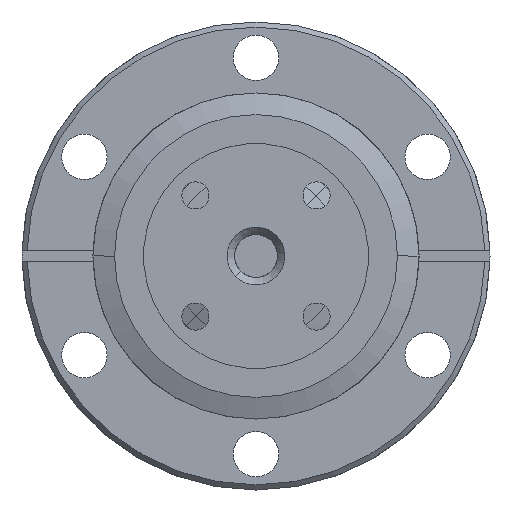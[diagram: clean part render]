
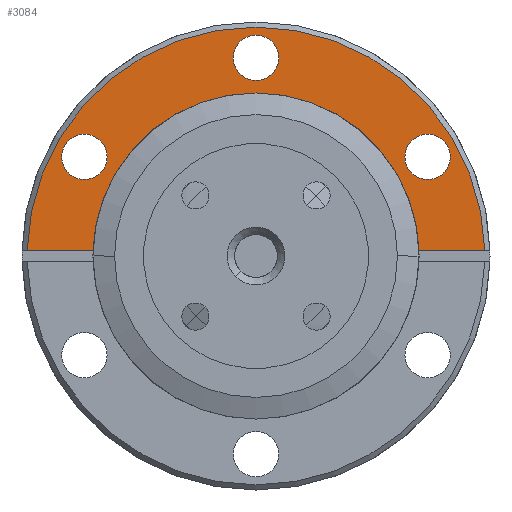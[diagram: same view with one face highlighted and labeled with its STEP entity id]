
A CAD part, left-side view. The second image highlights one B-rep face of the part: STEP entity #3084.
In plain terms, the highlighted planar face has unit normal (-1, 0, 0).
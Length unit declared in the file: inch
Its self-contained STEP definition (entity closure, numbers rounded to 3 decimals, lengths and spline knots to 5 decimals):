
#919 = CARTESIAN_POINT ( 'NONE',  ( 0.5, 0., 1.0235 ) ) ;
#941 = CARTESIAN_POINT ( 'NONE',  ( 0.5, -1.00113, 0.7105 ) ) ;
#967 = CARTESIAN_POINT ( 'NONE',  ( 0.5, -1.00113, 0.4455 ) ) ;
#1018 = CARTESIAN_POINT ( 'NONE',  ( 0.5, 1.00113, 0.4455 ) ) ;
#1029 = CARTESIAN_POINT ( 'NONE',  ( 0.5, 0., 1.2885 ) ) ;
#1102 = EDGE_LOOP ( 'NONE', ( #2977, #3003 ) ) ;
#1104 = EDGE_LOOP ( 'NONE', ( #2999, #2976, #2986, #7980 ) ) ;
#1110 = EDGE_LOOP ( 'NONE', ( #2972, #2998 ) ) ;
#1181 = EDGE_LOOP ( 'NONE', ( #7978, #7979 ) ) ;
#2048 = CIRCLE ( 'NONE', #2692, 0.1325 ) ;
#2054 = CIRCLE ( 'NONE', #2689, 0.1325 ) ;
#2104 = CIRCLE ( 'NONE', #2714, 0.1325 ) ;
#2114 = LINE ( 'NONE', #7523, #2118 ) ;
#2115 = CIRCLE ( 'NONE', #2721, 0.951 ) ;
#2116 = LINE ( 'NONE', #7531, #2117 ) ;
#2117 = VECTOR ( 'NONE', #7532, 39.37008 ) ;
#2118 = VECTOR ( 'NONE', #7534, 39.37008 ) ;
#2130 = CIRCLE ( 'NONE', #2725, 0.1325 ) ;
#2136 = CIRCLE ( 'NONE', #2724, 1.335 ) ;
#2153 = CIRCLE ( 'NONE', #2739, 0.1325 ) ;
#2401 = VERTEX_POINT ( 'NONE', #2497 ) ;
#2404 = VERTEX_POINT ( 'NONE', #2500 ) ;
#2411 = VERTEX_POINT ( 'NONE', #2507 ) ;
#2418 = VERTEX_POINT ( 'NONE', #2514 ) ;
#2421 = VERTEX_POINT ( 'NONE', #2517 ) ;
#2497 = CARTESIAN_POINT ( 'NONE',  ( 0.5, 0.95053, 0.03 ) ) ;
#2500 = CARTESIAN_POINT ( 'NONE',  ( 0.5, 1.33466, 0.03 ) ) ;
#2507 = CARTESIAN_POINT ( 'NONE',  ( 0.5, -0.95053, 0.03 ) ) ;
#2514 = CARTESIAN_POINT ( 'NONE',  ( 0.5, 1.00113, 0.7105 ) ) ;
#2517 = CARTESIAN_POINT ( 'NONE',  ( 0.5, -1.33466, 0.03 ) ) ;
#2557 = CARTESIAN_POINT ( 'NONE',  ( 0.5, 0., 1.156 ) ) ;
#2558 = DIRECTION ( 'NONE',  ( -1., 0., 0. ) ) ;
#2559 = DIRECTION ( 'NONE',  ( 0., 0., 1. ) ) ;
#2567 = CARTESIAN_POINT ( 'NONE',  ( 0.5, 1.00113, 0.578 ) ) ;
#2568 = DIRECTION ( 'NONE',  ( -1., 0., 0. ) ) ;
#2569 = DIRECTION ( 'NONE',  ( 0., 0., 1. ) ) ;
#2658 = CARTESIAN_POINT ( 'NONE',  ( 0.5, -1.00113, 0.578 ) ) ;
#2661 = DIRECTION ( 'NONE',  ( -1., 0., 0. ) ) ;
#2662 = DIRECTION ( 'NONE',  ( 0., 0., 1. ) ) ;
#2677 = CARTESIAN_POINT ( 'NONE',  ( 0.5, 0., 0. ) ) ;
#2689 = AXIS2_PLACEMENT_3D ( 'NONE', #2567, #2568, #2569 ) ;
#2692 = AXIS2_PLACEMENT_3D ( 'NONE', #2557, #2558, #2559 ) ;
#2714 = AXIS2_PLACEMENT_3D ( 'NONE', #2658, #2661, #2662 ) ;
#2721 = AXIS2_PLACEMENT_3D ( 'NONE', #2677, #7526, #7527 ) ;
#2724 = AXIS2_PLACEMENT_3D ( 'NONE', #7558, #7573, #7574 ) ;
#2725 = AXIS2_PLACEMENT_3D ( 'NONE', #7549, #7551, #7552 ) ;
#2739 = AXIS2_PLACEMENT_3D ( 'NONE', #7615, #7616, #7617 ) ;
#2830 = EDGE_CURVE ( 'NONE', #12733, #12843, #2048, .T. ) ;
#2834 = EDGE_CURVE ( 'NONE', #12832, #2418, #2054, .T. ) ;
#2870 = EDGE_CURVE ( 'NONE', #12755, #12781, #2104, .T. ) ;
#2878 = EDGE_CURVE ( 'NONE', #2411, #2401, #2115, .T. ) ;
#2880 = EDGE_CURVE ( 'NONE', #2421, #2411, #2116, .T. ) ;
#2881 = EDGE_CURVE ( 'NONE', #2401, #2404, #2114, .T. ) ;
#2888 = EDGE_CURVE ( 'NONE', #12843, #12733, #2130, .T. ) ;
#2896 = EDGE_CURVE ( 'NONE', #2421, #2404, #2136, .T. ) ;
#2910 = EDGE_CURVE ( 'NONE', #2418, #12832, #2153, .T. ) ;
#2972 = ORIENTED_EDGE ( 'NONE', *, *, #2910, .F. ) ;
#2976 = ORIENTED_EDGE ( 'NONE', *, *, #2880, .F. ) ;
#2977 = ORIENTED_EDGE ( 'NONE', *, *, #2888, .F. ) ;
#2986 = ORIENTED_EDGE ( 'NONE', *, *, #2896, .T. ) ;
#2998 = ORIENTED_EDGE ( 'NONE', *, *, #2834, .F. ) ;
#2999 = ORIENTED_EDGE ( 'NONE', *, *, #2878, .F. ) ;
#3003 = ORIENTED_EDGE ( 'NONE', *, *, #2830, .F. ) ;
#3084 = ADVANCED_FACE ( 'NONE', ( #4358, #4385, #4389, #4393 ), #4805, .F. ) ;
#3486 = EDGE_CURVE ( 'NONE', #12781, #12755, #10516, .T. ) ;
#4358 = FACE_BOUND ( 'NONE', #1102, .T. ) ;
#4385 = FACE_BOUND ( 'NONE', #1110, .T. ) ;
#4389 = FACE_OUTER_BOUND ( 'NONE', #1104, .T. ) ;
#4393 = FACE_BOUND ( 'NONE', #1181, .T. ) ;
#4761 = CARTESIAN_POINT ( 'NONE',  ( 0.5, 1.365, 0. ) ) ;
#4805 = PLANE ( 'NONE',  #7910 ) ;
#4816 = DIRECTION ( 'NONE',  ( 1., 0., 0. ) ) ;
#4817 = DIRECTION ( 'NONE',  ( 0., 1., 0. ) ) ;
#6263 = AXIS2_PLACEMENT_3D ( 'NONE', #10201, #10209, #10210 ) ;
#7523 = CARTESIAN_POINT ( 'NONE',  ( 0.5, 1.38335, 0.03 ) ) ;
#7526 = DIRECTION ( 'NONE',  ( -1., 0., 0. ) ) ;
#7527 = DIRECTION ( 'NONE',  ( 0., -1., 0. ) ) ;
#7531 = CARTESIAN_POINT ( 'NONE',  ( 0.5, -1.38335, 0.03 ) ) ;
#7532 = DIRECTION ( 'NONE',  ( 0., 1., 0. ) ) ;
#7534 = DIRECTION ( 'NONE',  ( 0., 1., 0. ) ) ;
#7549 = CARTESIAN_POINT ( 'NONE',  ( 0.5, 0., 1.156 ) ) ;
#7551 = DIRECTION ( 'NONE',  ( -1., 0., 0. ) ) ;
#7552 = DIRECTION ( 'NONE',  ( 0., 0., 1. ) ) ;
#7558 = CARTESIAN_POINT ( 'NONE',  ( 0.5, 0., 0. ) ) ;
#7573 = DIRECTION ( 'NONE',  ( -1., 0., 0. ) ) ;
#7574 = DIRECTION ( 'NONE',  ( 0., 1., 0. ) ) ;
#7615 = CARTESIAN_POINT ( 'NONE',  ( 0.5, 1.00113, 0.578 ) ) ;
#7616 = DIRECTION ( 'NONE',  ( -1., 0., 0. ) ) ;
#7617 = DIRECTION ( 'NONE',  ( 0., 0., 1. ) ) ;
#7910 = AXIS2_PLACEMENT_3D ( 'NONE', #4761, #4816, #4817 ) ;
#7978 = ORIENTED_EDGE ( 'NONE', *, *, #2870, .F. ) ;
#7979 = ORIENTED_EDGE ( 'NONE', *, *, #3486, .F. ) ;
#7980 = ORIENTED_EDGE ( 'NONE', *, *, #2881, .F. ) ;
#10201 = CARTESIAN_POINT ( 'NONE',  ( 0.5, -1.00113, 0.578 ) ) ;
#10209 = DIRECTION ( 'NONE',  ( -1., 0., 0. ) ) ;
#10210 = DIRECTION ( 'NONE',  ( 0., 0., 1. ) ) ;
#10516 = CIRCLE ( 'NONE', #6263, 0.1325 ) ;
#12733 = VERTEX_POINT ( 'NONE', #919 ) ;
#12755 = VERTEX_POINT ( 'NONE', #941 ) ;
#12781 = VERTEX_POINT ( 'NONE', #967 ) ;
#12832 = VERTEX_POINT ( 'NONE', #1018 ) ;
#12843 = VERTEX_POINT ( 'NONE', #1029 ) ;
